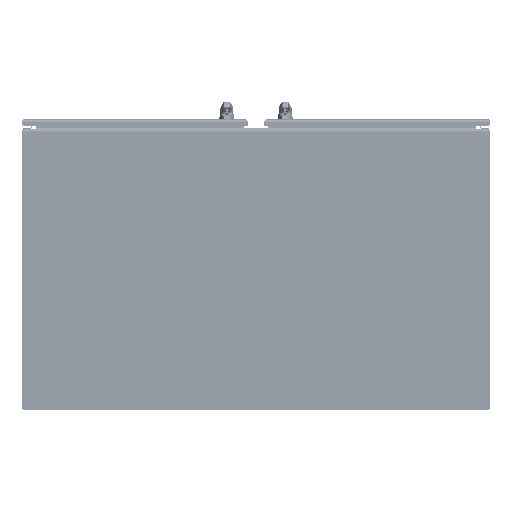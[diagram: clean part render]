
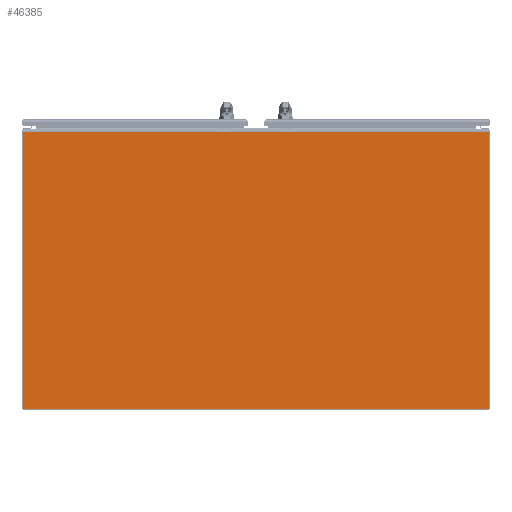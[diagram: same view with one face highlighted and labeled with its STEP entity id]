
A CAD part, front view. The second image highlights one B-rep face of the part: STEP entity #46385.
In plain terms, the highlighted face is planar.
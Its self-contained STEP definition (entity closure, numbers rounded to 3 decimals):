
#6423=FACE_OUTER_BOUND('',#9310,.T.);
#9310=EDGE_LOOP('',(#31346,#31347,#31348,#31349));
#12539=LINE('',#71037,#15986);
#12545=LINE('',#71055,#15992);
#12548=LINE('',#71061,#15995);
#12549=LINE('',#71062,#15996);
#15986=VECTOR('',#56701,0.394);
#15992=VECTOR('',#56725,0.394);
#15995=VECTOR('',#56730,0.394);
#15996=VECTOR('',#56731,0.394);
#19335=VERTEX_POINT('',#71034);
#19336=VERTEX_POINT('',#71036);
#19339=VERTEX_POINT('',#71054);
#19341=VERTEX_POINT('',#71060);
#23834=EDGE_CURVE('',#19336,#19335,#12539,.T.);
#23843=EDGE_CURVE('',#19336,#19339,#12545,.T.);
#23846=EDGE_CURVE('',#19341,#19335,#12548,.T.);
#23847=EDGE_CURVE('',#19339,#19341,#12549,.T.);
#31346=ORIENTED_EDGE('',*,*,#23834,.T.);
#31347=ORIENTED_EDGE('',*,*,#23846,.F.);
#31348=ORIENTED_EDGE('',*,*,#23847,.F.);
#31349=ORIENTED_EDGE('',*,*,#23843,.F.);
#44350=PLANE('',#50488);
#46385=ADVANCED_FACE('',(#6423),#44350,.T.);
#50488=AXIS2_PLACEMENT_3D('',#71059,#56728,#56729);
#56701=DIRECTION('',(0.,1.,0.));
#56725=DIRECTION('',(-1.,0.,0.));
#56728=DIRECTION('center_axis',(0.,0.,1.));
#56729=DIRECTION('ref_axis',(1.,0.,0.));
#56730=DIRECTION('',(1.,0.,0.));
#56731=DIRECTION('',(0.,1.,0.));
#71034=CARTESIAN_POINT('',(17.709,29.959,0.104));
#71036=CARTESIAN_POINT('',(17.709,-29.959,0.104));
#71037=CARTESIAN_POINT('',(17.709,-14.979,0.104));
#71054=CARTESIAN_POINT('',(-17.959,-29.959,0.104));
#71055=CARTESIAN_POINT('',(17.959,-29.959,0.104));
#71059=CARTESIAN_POINT('Origin',(0.,0.,0.104));
#71060=CARTESIAN_POINT('',(-17.959,29.959,0.104));
#71061=CARTESIAN_POINT('',(-17.959,29.959,0.104));
#71062=CARTESIAN_POINT('',(-17.959,-29.959,0.104));
